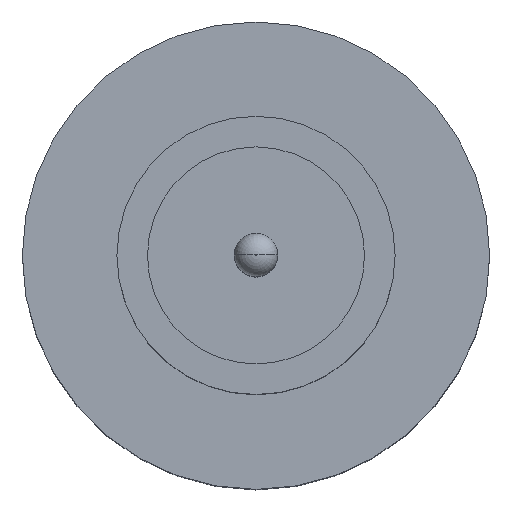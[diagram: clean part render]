
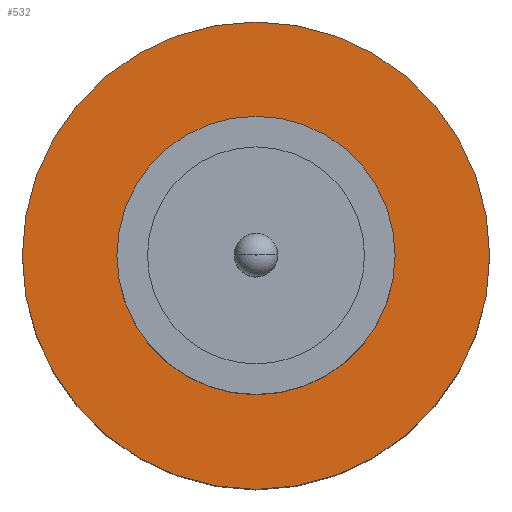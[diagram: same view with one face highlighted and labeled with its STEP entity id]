
A CAD part, top view. The second image highlights one B-rep face of the part: STEP entity #532.
In plain terms, the highlighted planar face has unit normal (0, 0, 1).
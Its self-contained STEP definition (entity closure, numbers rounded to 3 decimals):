
#55 = VERTEX_POINT ( 'NONE', #571 ) ;
#83 = EDGE_CURVE ( 'NONE', #55, #753, #838, .T. ) ;
#105 = ORIENTED_EDGE ( 'NONE', *, *, #223, .T. ) ;
#109 = CARTESIAN_POINT ( 'NONE',  ( -2.1, 0., 1.55 ) ) ;
#135 = EDGE_CURVE ( 'NONE', #753, #55, #222, .T. ) ;
#159 = DIRECTION ( 'NONE',  ( 0., 0., 1. ) ) ;
#161 = CARTESIAN_POINT ( 'NONE',  ( -1.25, 0., 1.55 ) ) ;
#214 = FACE_OUTER_BOUND ( 'NONE', #356, .T. ) ;
#222 = CIRCLE ( 'NONE', #493, 1.25 ) ;
#223 = EDGE_CURVE ( 'NONE', #287, #860, #614, .T. ) ;
#226 = PLANE ( 'NONE',  #363 ) ;
#234 = DIRECTION ( 'NONE',  ( 1., 0., 0. ) ) ;
#287 = VERTEX_POINT ( 'NONE', #109 ) ;
#310 = CARTESIAN_POINT ( 'NONE',  ( 0., 0., 1.55 ) ) ;
#324 = CARTESIAN_POINT ( 'NONE',  ( 0., 0., 1.55 ) ) ;
#356 = EDGE_LOOP ( 'NONE', ( #105, #747 ) ) ;
#363 = AXIS2_PLACEMENT_3D ( 'NONE', #370, #501, #234 ) ;
#370 = CARTESIAN_POINT ( 'NONE',  ( 0., 0., 1.55 ) ) ;
#418 = AXIS2_PLACEMENT_3D ( 'NONE', #310, #583, #720 ) ;
#444 = CARTESIAN_POINT ( 'NONE',  ( 0., 0., 1.55 ) ) ;
#451 = ORIENTED_EDGE ( 'NONE', *, *, #83, .F. ) ;
#452 = DIRECTION ( 'NONE',  ( 1., 0., 0. ) ) ;
#493 = AXIS2_PLACEMENT_3D ( 'NONE', #444, #159, #650 ) ;
#501 = DIRECTION ( 'NONE',  ( 0., 0., 1. ) ) ;
#522 = FACE_BOUND ( 'NONE', #599, .T. ) ;
#532 = ADVANCED_FACE ( 'NONE', ( #522, #214 ), #226, .T. ) ;
#568 = DIRECTION ( 'NONE',  ( 0., 0., 1. ) ) ;
#571 = CARTESIAN_POINT ( 'NONE',  ( 1.25, 0., 1.55 ) ) ;
#583 = DIRECTION ( 'NONE',  ( 0., 0., 1. ) ) ;
#599 = EDGE_LOOP ( 'NONE', ( #451, #802 ) ) ;
#602 = AXIS2_PLACEMENT_3D ( 'NONE', #775, #568, #689 ) ;
#614 = CIRCLE ( 'NONE', #745, 2.1 ) ;
#628 = EDGE_CURVE ( 'NONE', #860, #287, #807, .T. ) ;
#650 = DIRECTION ( 'NONE',  ( 1., 0., 0. ) ) ;
#689 = DIRECTION ( 'NONE',  ( 1., 0., 0. ) ) ;
#720 = DIRECTION ( 'NONE',  ( 1., 0., 0. ) ) ;
#745 = AXIS2_PLACEMENT_3D ( 'NONE', #324, #803, #452 ) ;
#747 = ORIENTED_EDGE ( 'NONE', *, *, #628, .T. ) ;
#753 = VERTEX_POINT ( 'NONE', #161 ) ;
#775 = CARTESIAN_POINT ( 'NONE',  ( 0., 0., 1.55 ) ) ;
#802 = ORIENTED_EDGE ( 'NONE', *, *, #135, .F. ) ;
#803 = DIRECTION ( 'NONE',  ( 0., 0., 1. ) ) ;
#807 = CIRCLE ( 'NONE', #418, 2.1 ) ;
#838 = CIRCLE ( 'NONE', #602, 1.25 ) ;
#855 = CARTESIAN_POINT ( 'NONE',  ( 2.1, 0., 1.55 ) ) ;
#860 = VERTEX_POINT ( 'NONE', #855 ) ;
